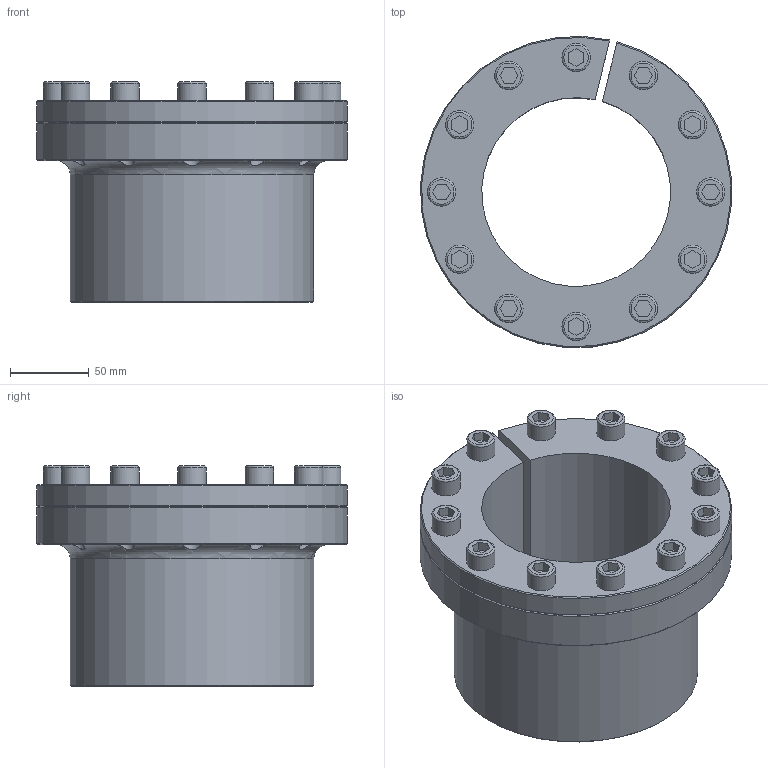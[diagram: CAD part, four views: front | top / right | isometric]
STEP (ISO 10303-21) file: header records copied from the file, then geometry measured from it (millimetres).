
FILE_DESCRIPTION(/* description */ (''),/* implementation_level */ '2;1');
FILE_NAME(/* name */ 'OBC 120x155x128 B.stp',/* time_stamp */ '2018-10-11T11:56:05+03:00',/* author */ ('ASUS'),/* organization */ ('TraceParts S.A.'),/* preprocessor_version */ 'ST-DEVELOPER v16.13',/* originating_system */ 'Autodesk Inventor 2018',/* authorisation */ '');
FILE_SCHEMA (('AUTOMOTIVE_DESIGN { 1 0 10303 214 3 1 1 }'));
Length unit declared in the file: millimetre
Products named in the file (1): locks_cl120x155t
Bounding box: 197.52 x 197.67 x 140 mm (x, y, z)
Volume: 1323528.2 mm3; surface area: 205293.4 mm2
Topology: 1 solids, 1 shells, 193 faces, 513 edges, 334 vertices
Faces by surface type: plane 117, cylinder 41, cone 21, torus 14
Full cylindrical faces by diameter (mm): 12 x24, 18 x12
Entity records: 6190 total; most frequent: CARTESIAN_POINT 1413, DIRECTION 938, ORIENTED_EDGE 858, EDGE_CURVE 429, AXIS2_PLACEMENT_3D 341, VERTEX_POINT 310, EDGE_LOOP 291, LINE 256
